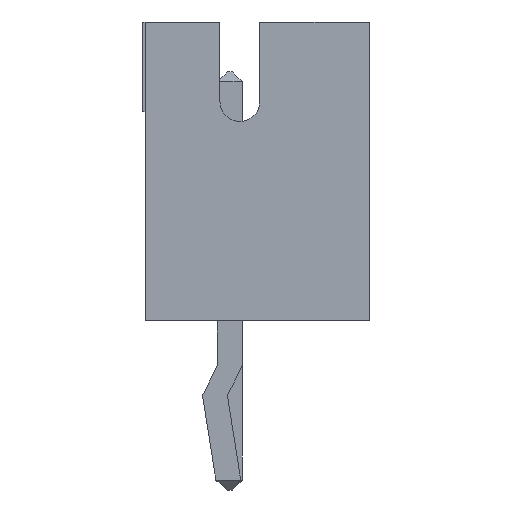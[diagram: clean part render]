
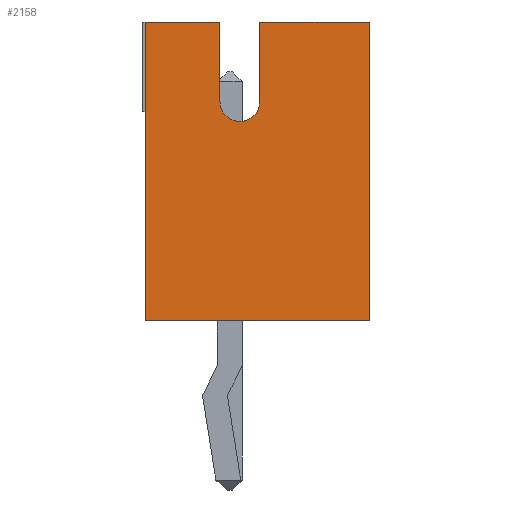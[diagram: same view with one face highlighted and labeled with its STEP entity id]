
A CAD part, left-side view. The second image highlights one B-rep face of the part: STEP entity #2158.
In plain terms, the highlighted planar face has unit normal (-1, 0, 0).
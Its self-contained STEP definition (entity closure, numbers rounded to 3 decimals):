
#167 = VERTEX_POINT('',#168);
#168 = CARTESIAN_POINT('',(-1.95,1.7,6.));
#174 = EDGE_CURVE('',#175,#167,#177,.T.);
#175 = VERTEX_POINT('',#176);
#176 = CARTESIAN_POINT('',(-1.95,1.7,0.));
#177 = LINE('',#178,#179);
#178 = CARTESIAN_POINT('',(-1.95,1.7,0.));
#179 = VECTOR('',#180,1.);
#180 = DIRECTION('',(0.,0.,1.));
#615 = VERTEX_POINT('',#616);
#616 = CARTESIAN_POINT('',(-1.95,-2.8,0.));
#624 = EDGE_CURVE('',#615,#625,#627,.T.);
#625 = VERTEX_POINT('',#626);
#626 = CARTESIAN_POINT('',(-1.95,-2.8,6.));
#627 = LINE('',#628,#629);
#628 = CARTESIAN_POINT('',(-1.95,-2.8,0.));
#629 = VECTOR('',#630,1.);
#630 = DIRECTION('',(0.,0.,1.));
#2148 = EDGE_CURVE('',#175,#615,#2149,.T.);
#2149 = LINE('',#2150,#2151);
#2150 = CARTESIAN_POINT('',(-1.95,1.7,0.));
#2151 = VECTOR('',#2152,1.);
#2152 = DIRECTION('',(0.,-1.,0.));
#2158 = ADVANCED_FACE('',(#2159),#2203,.F.);
#2159 = FACE_BOUND('',#2160,.F.);
#2160 = EDGE_LOOP('',(#2161,#2162,#2163,#2171,#2179,#2188,#2196,#2202));
#2161 = ORIENTED_EDGE('',*,*,#2148,.F.);
#2162 = ORIENTED_EDGE('',*,*,#174,.T.);
#2163 = ORIENTED_EDGE('',*,*,#2164,.T.);
#2164 = EDGE_CURVE('',#167,#2165,#2167,.T.);
#2165 = VERTEX_POINT('',#2166);
#2166 = CARTESIAN_POINT('',(-1.95,0.2,6.));
#2167 = LINE('',#2168,#2169);
#2168 = CARTESIAN_POINT('',(-1.95,1.7,6.));
#2169 = VECTOR('',#2170,1.);
#2170 = DIRECTION('',(0.,-1.,0.));
#2171 = ORIENTED_EDGE('',*,*,#2172,.T.);
#2172 = EDGE_CURVE('',#2165,#2173,#2175,.T.);
#2173 = VERTEX_POINT('',#2174);
#2174 = CARTESIAN_POINT('',(-1.95,0.2,4.4));
#2175 = LINE('',#2176,#2177);
#2176 = CARTESIAN_POINT('',(-1.95,0.2,3.));
#2177 = VECTOR('',#2178,1.);
#2178 = DIRECTION('',(-0.,0.,-1.));
#2179 = ORIENTED_EDGE('',*,*,#2180,.F.);
#2180 = EDGE_CURVE('',#2181,#2173,#2183,.T.);
#2181 = VERTEX_POINT('',#2182);
#2182 = CARTESIAN_POINT('',(-1.95,-0.6,4.4));
#2183 = CIRCLE('',#2184,0.4);
#2184 = AXIS2_PLACEMENT_3D('',#2185,#2186,#2187);
#2185 = CARTESIAN_POINT('',(-1.95,-0.2,4.4));
#2186 = DIRECTION('',(1.,0.,0.));
#2187 = DIRECTION('',(0.,1.,0.));
#2188 = ORIENTED_EDGE('',*,*,#2189,.T.);
#2189 = EDGE_CURVE('',#2181,#2190,#2192,.T.);
#2190 = VERTEX_POINT('',#2191);
#2191 = CARTESIAN_POINT('',(-1.95,-0.6,6.));
#2192 = LINE('',#2193,#2194);
#2193 = CARTESIAN_POINT('',(-1.95,-0.6,2.2));
#2194 = VECTOR('',#2195,1.);
#2195 = DIRECTION('',(0.,0.,1.));
#2196 = ORIENTED_EDGE('',*,*,#2197,.T.);
#2197 = EDGE_CURVE('',#2190,#625,#2198,.T.);
#2198 = LINE('',#2199,#2200);
#2199 = CARTESIAN_POINT('',(-1.95,1.7,6.));
#2200 = VECTOR('',#2201,1.);
#2201 = DIRECTION('',(0.,-1.,0.));
#2202 = ORIENTED_EDGE('',*,*,#624,.F.);
#2203 = PLANE('',#2204);
#2204 = AXIS2_PLACEMENT_3D('',#2205,#2206,#2207);
#2205 = CARTESIAN_POINT('',(-1.95,1.7,0.));
#2206 = DIRECTION('',(1.,0.,0.));
#2207 = DIRECTION('',(0.,-1.,0.));
